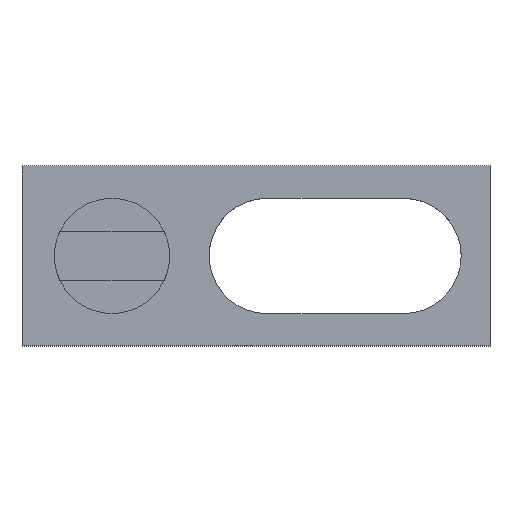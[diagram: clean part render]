
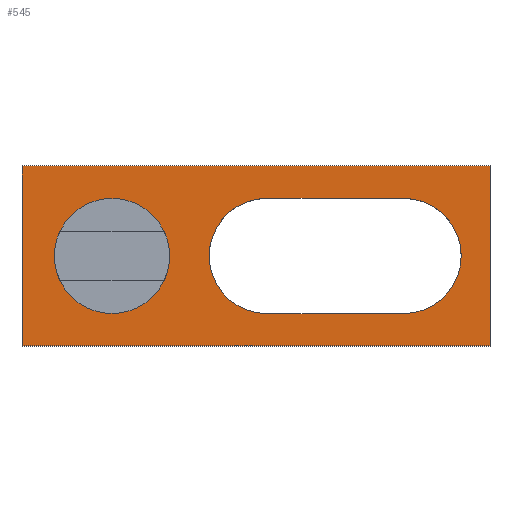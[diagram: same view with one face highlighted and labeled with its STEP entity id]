
A CAD part, top view. The second image highlights one B-rep face of the part: STEP entity #545.
In plain terms, the highlighted planar face has unit normal (0, 0, 1).
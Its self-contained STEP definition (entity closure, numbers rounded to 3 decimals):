
#305=VERTEX_POINT('',#857);
#309=EDGE_CURVE('',#587,#443,#861,.T.);
#369=EDGE_CURVE('',#411,#547,#924,.T.);
#389=VERTEX_POINT('',#946);
#397=VERTEX_POINT('',#955);
#401=EDGE_CURVE('',#769,#511,#959,.T.);
#411=VERTEX_POINT('',#970);
#413=EDGE_CURVE('',#551,#389,#972,.T.);
#443=VERTEX_POINT('',#1008);
#455=EDGE_CURVE('',#691,#305,#1020,.T.);
#469=EDGE_CURVE('',#589,#703,#1038,.T.);
#473=EDGE_CURVE('',#589,#599,#1042,.T.);
#491=VERTEX_POINT('',#1062);
#511=VERTEX_POINT('',#1083);
#515=EDGE_CURVE('',#803,#587,#1088,.T.);
#523=EDGE_CURVE('',#397,#803,#1098,.T.);
#545=ADVANCED_FACE('',(#1124,#1125,#1126,#1127,#1128),#1129,.F.);
#547=VERTEX_POINT('',#1131);
#551=VERTEX_POINT('',#1135);
#569=EDGE_CURVE('',#305,#411,#1153,.T.);
#575=EDGE_CURVE('',#547,#769,#1160,.T.);
#587=VERTEX_POINT('',#1173);
#589=VERTEX_POINT('',#1175);
#599=VERTEX_POINT('',#1187);
#629=EDGE_CURVE('',#511,#691,#1220,.T.);
#645=EDGE_CURVE('',#491,#759,#1237,.T.);
#651=EDGE_CURVE('',#551,#389,#1243,.T.);
#691=VERTEX_POINT('',#1288);
#695=EDGE_CURVE('',#709,#703,#1292,.T.);
#703=VERTEX_POINT('',#1301);
#709=VERTEX_POINT('',#1307);
#753=EDGE_CURVE('',#709,#599,#1354,.T.);
#759=VERTEX_POINT('',#1360);
#769=VERTEX_POINT('',#1370);
#801=EDGE_CURVE('',#491,#759,#1403,.T.);
#803=VERTEX_POINT('',#1405);
#819=EDGE_CURVE('',#443,#397,#1424,.T.);
#857=CARTESIAN_POINT('',(40.5,8.,8.0));
#861=LINE('',#1463,#1464);
#924=CIRCLE('',#1557,8.0);
#946=CARTESIAN_POINT('',(7.242,3.4,8.));
#955=CARTESIAN_POINT('',(-12.5,-12.5,8.0));
#959=CIRCLE('',#1599,8.0);
#970=CARTESIAN_POINT('',(48.5,0.,8.0));
#972=CIRCLE('',#1614,8.0);
#1008=CARTESIAN_POINT('',(52.5,-12.5,8.0));
#1020=LINE('',#1674,#1675);
#1038=LINE('',#1698,#1699);
#1042=CIRCLE('',#1704,8.);
#1062=CARTESIAN_POINT('',(7.242,-3.4,8.));
#1083=CARTESIAN_POINT('',(13.5,0.,8.0));
#1088=LINE('',#1768,#1769);
#1098=LINE('',#1782,#1783);
#1124=FACE_BOUND('',#1816,.T.);
#1125=FACE_BOUND('',#1817,.T.);
#1126=FACE_BOUND('',#1818,.T.);
#1127=FACE_OUTER_BOUND('',#1819,.T.);
#1128=FACE_BOUND('',#1820,.T.);
#1129=PLANE('',#1821);
#1131=CARTESIAN_POINT('',(40.5,-8.,8.0));
#1135=CARTESIAN_POINT('',(-7.242,3.4,8.));
#1153=CIRCLE('',#1857,8.0);
#1160=LINE('',#1867,#1868);
#1173=CARTESIAN_POINT('',(52.5,12.5,8.0));
#1175=CARTESIAN_POINT('',(-7.632,2.4,8.));
#1187=CARTESIAN_POINT('',(-7.632,-2.4,8.));
#1220=CIRCLE('',#1946,8.0);
#1237=CIRCLE('',#1973,8.0);
#1243=LINE('',#1980,#1981);
#1288=CARTESIAN_POINT('',(21.5,8.,8.0));
#1292=CIRCLE('',#2051,8.);
#1301=CARTESIAN_POINT('',(7.632,2.4,8.));
#1307=CARTESIAN_POINT('',(7.632,-2.4,8.));
#1354=LINE('',#2139,#2140);
#1360=CARTESIAN_POINT('',(-7.242,-3.4,8.));
#1370=CARTESIAN_POINT('',(21.5,-8.0,8.0));
#1403=LINE('',#2205,#2206);
#1405=CARTESIAN_POINT('',(-12.5,12.5,8.0));
#1424=LINE('',#2230,#2231);
#1463=CARTESIAN_POINT('',(52.5,-12.5,8.0));
#1464=VECTOR('',#2261,1.0);
#1557=AXIS2_PLACEMENT_3D('',#2313,#2314,#2315);
#1599=AXIS2_PLACEMENT_3D('',#2348,#2349,#2350);
#1614=AXIS2_PLACEMENT_3D('',#2362,#2363,#2364);
#1674=CARTESIAN_POINT('',(20.75,8.,8.0));
#1675=VECTOR('',#2446,1.0);
#1698=CARTESIAN_POINT('',(0.,2.4,8.));
#1699=VECTOR('',#2478,1.0);
#1704=AXIS2_PLACEMENT_3D('',#2479,#2480,#2481);
#1768=CARTESIAN_POINT('',(52.5,12.5,8.0));
#1769=VECTOR('',#2531,1.0);
#1782=CARTESIAN_POINT('',(-12.5,12.5,8.0));
#1783=VECTOR('',#2549,1.0);
#1816=EDGE_LOOP('',(#2590,#2591,#2592,#2593));
#1817=EDGE_LOOP('',(#2594,#2595));
#1818=EDGE_LOOP('',(#2596,#2597,#2598,#2599,#2600,#2601));
#1819=EDGE_LOOP('',(#2602,#2603,#2604,#2605));
#1820=EDGE_LOOP('',(#2606,#2607));
#1821=AXIS2_PLACEMENT_3D('',#2608,#2609,#2610);
#1857=AXIS2_PLACEMENT_3D('',#2624,#2625,#2626);
#1867=CARTESIAN_POINT('',(30.25,-8.,8.0));
#1868=VECTOR('',#2637,1.0);
#1946=AXIS2_PLACEMENT_3D('',#2709,#2710,#2711);
#1973=AXIS2_PLACEMENT_3D('',#2727,#2728,#2729);
#1980=CARTESIAN_POINT('',(-3.621,3.4,8.));
#1981=VECTOR('',#2730,1.0);
#2051=AXIS2_PLACEMENT_3D('',#2806,#2807,#2808);
#2139=CARTESIAN_POINT('',(0.,-2.4,8.));
#2140=VECTOR('',#2861,1.0);
#2205=CARTESIAN_POINT('',(3.621,-3.4,8.));
#2206=VECTOR('',#2885,1.0);
#2230=CARTESIAN_POINT('',(-12.5,-12.5,8.0));
#2231=VECTOR('',#2915,1.0);
#2261=DIRECTION('',(0.0,-1.0,0.0));
#2313=CARTESIAN_POINT('',(40.5,0.,8.0));
#2314=DIRECTION('',(0.0,0.0,-1.0));
#2315=DIRECTION('',(1.0,0.,0.0));
#2348=CARTESIAN_POINT('',(21.5,0.0,8.0));
#2349=DIRECTION('',(0.0,0.0,-1.0));
#2350=DIRECTION('',(-1.0,0.0,0.0));
#2362=CARTESIAN_POINT('',(0.0,0.,8.0));
#2363=DIRECTION('',(0.0,0.0,-1.0));
#2364=DIRECTION('',(1.0,0.,0.0));
#2446=DIRECTION('',(1.0,0.0,0.0));
#2478=DIRECTION('',(1.0,0.,0.));
#2479=CARTESIAN_POINT('',(0.,0.0,8.0));
#2480=DIRECTION('',(0.0,0.0,1.0));
#2481=DIRECTION('',(-0.905,0.425,0.0));
#2531=DIRECTION('',(1.0,0.0,0.0));
#2549=DIRECTION('',(0.0,1.0,0.0));
#2590=ORIENTED_EDGE('',*,*,#753,.T.);
#2591=ORIENTED_EDGE('',*,*,#473,.F.);
#2592=ORIENTED_EDGE('',*,*,#469,.T.);
#2593=ORIENTED_EDGE('',*,*,#695,.F.);
#2594=ORIENTED_EDGE('',*,*,#651,.F.);
#2595=ORIENTED_EDGE('',*,*,#413,.T.);
#2596=ORIENTED_EDGE('',*,*,#575,.T.);
#2597=ORIENTED_EDGE('',*,*,#401,.T.);
#2598=ORIENTED_EDGE('',*,*,#629,.T.);
#2599=ORIENTED_EDGE('',*,*,#455,.T.);
#2600=ORIENTED_EDGE('',*,*,#569,.T.);
#2601=ORIENTED_EDGE('',*,*,#369,.T.);
#2602=ORIENTED_EDGE('',*,*,#819,.F.);
#2603=ORIENTED_EDGE('',*,*,#309,.F.);
#2604=ORIENTED_EDGE('',*,*,#515,.F.);
#2605=ORIENTED_EDGE('',*,*,#523,.F.);
#2606=ORIENTED_EDGE('',*,*,#645,.T.);
#2607=ORIENTED_EDGE('',*,*,#801,.F.);
#2608=CARTESIAN_POINT('',(0.,-2.4,8.));
#2609=DIRECTION('',(0.,0.0,-1.0));
#2610=DIRECTION('',(-1.0,0.,0.));
#2624=CARTESIAN_POINT('',(40.5,0.,8.0));
#2625=DIRECTION('',(0.0,0.0,-1.0));
#2626=DIRECTION('',(1.0,0.,0.0));
#2637=DIRECTION('',(-1.0,0.0,0.0));
#2709=CARTESIAN_POINT('',(21.5,0.0,8.0));
#2710=DIRECTION('',(0.0,0.0,-1.0));
#2711=DIRECTION('',(-1.0,0.0,0.0));
#2727=CARTESIAN_POINT('',(0.0,0.,8.0));
#2728=DIRECTION('',(0.0,0.0,-1.0));
#2729=DIRECTION('',(1.0,0.,0.0));
#2730=DIRECTION('',(1.0,0.0,0.));
#2806=CARTESIAN_POINT('',(0.,0.0,8.0));
#2807=DIRECTION('',(0.0,0.0,1.0));
#2808=DIRECTION('',(-0.905,0.425,0.0));
#2861=DIRECTION('',(-1.0,0.,0.));
#2885=DIRECTION('',(-1.0,0.0,0.));
#2915=DIRECTION('',(-1.0,0.0,0.0));
